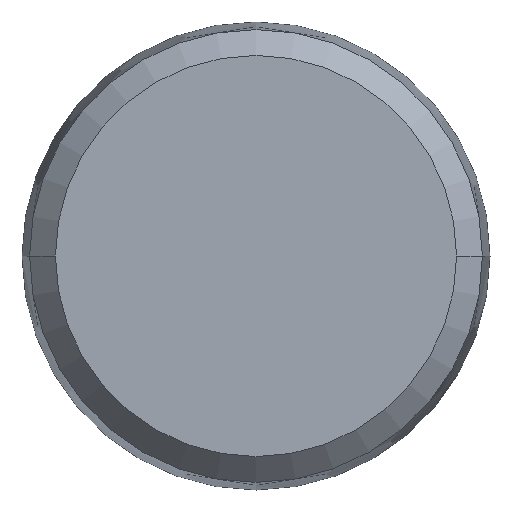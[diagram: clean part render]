
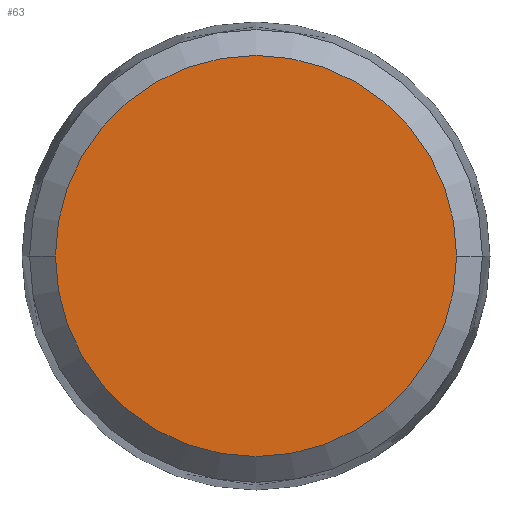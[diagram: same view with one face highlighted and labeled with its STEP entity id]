
A CAD part, front view. The second image highlights one B-rep face of the part: STEP entity #63.
In plain terms, the highlighted planar face has unit normal (0, -1, 0).
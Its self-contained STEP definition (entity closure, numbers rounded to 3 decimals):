
#63=ADVANCED_FACE('',(#101),#102,.T.);
#101=FACE_OUTER_BOUND('',#139,.T.);
#102=PLANE('',#140);
#139=EDGE_LOOP('',(#266,#267));
#140=AXIS2_PLACEMENT_3D('',#268,#269,#270);
#266=ORIENTED_EDGE('',*,*,#279,.F.);
#267=ORIENTED_EDGE('',*,*,#306,.F.);
#268=CARTESIAN_POINT('',(5.81,-17.0,0.0));
#269=DIRECTION('',(-0.0,-1.0,-0.0));
#270=DIRECTION('',(-1.0,0.0,0.0));
#279=EDGE_CURVE('',#322,#324,#325,.T.);
#306=EDGE_CURVE('',#324,#322,#368,.T.);
#322=VERTEX_POINT('',#388);
#324=VERTEX_POINT('',#391);
#325=CIRCLE('',#392,11.62);
#368=CIRCLE('',#456,11.62);
#388=CARTESIAN_POINT('',(11.62,-17.0,0.0));
#391=CARTESIAN_POINT('',(-11.62,-17.0,0.));
#392=AXIS2_PLACEMENT_3D('',#473,#474,#475);
#456=AXIS2_PLACEMENT_3D('',#512,#513,#514);
#473=CARTESIAN_POINT('',(0.0,-17.0,0.0));
#474=DIRECTION('',(-0.0,1.0,0.0));
#475=DIRECTION('',(1.0,0.0,0.0));
#512=CARTESIAN_POINT('',(0.0,-17.0,0.0));
#513=DIRECTION('',(-0.0,1.0,0.0));
#514=DIRECTION('',(1.0,0.0,0.0));
